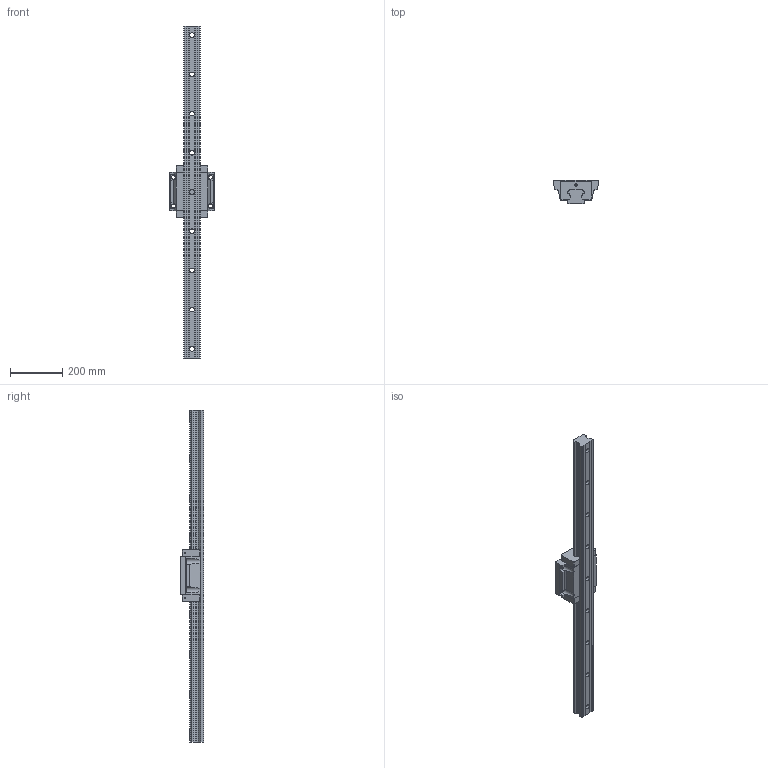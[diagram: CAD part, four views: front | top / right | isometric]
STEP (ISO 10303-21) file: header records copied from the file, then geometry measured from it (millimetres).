
FILE_DESCRIPTION(/* description */ (''),/* implementation_level */ '2;1');
FILE_NAME(/* name */ 'TRH65FL.stp',/* time_stamp */ '2012-09-21T10:08:24+08:00',/* author */ (''),/* organization */ (''),/* preprocessor_version */ 'ST-DEVELOPER v11',/* originating_system */ 'SIEMENS UGS NX 6.0',/* authorisation */ '');
FILE_SCHEMA (('CONFIG_CONTROL_DESIGN'));
Length unit declared in the file: millimetre
Products named in the file (1): fann9E27og4r
Bounding box: 170 x 90 x 1270 mm (x, y, z)
Volume: 5073989.5 mm3; surface area: 476461.1 mm2
Topology: 2 solids, 2 shells, 209 faces, 562 edges, 372 vertices
Faces by surface type: plane 121, cylinder 80, bspline 8
Full cylindrical faces by diameter (mm): 5.2 x4, 9 x2, 18 x9, 26 x9
Entity records: 12723 total; most frequent: CARTESIAN_POINT 7469, ORIENTED_EDGE 1076, DIRECTION 1019, EDGE_CURVE 538, VERTEX_POINT 372, AXIS2_PLACEMENT_3D 366, LINE 287, VECTOR 287
